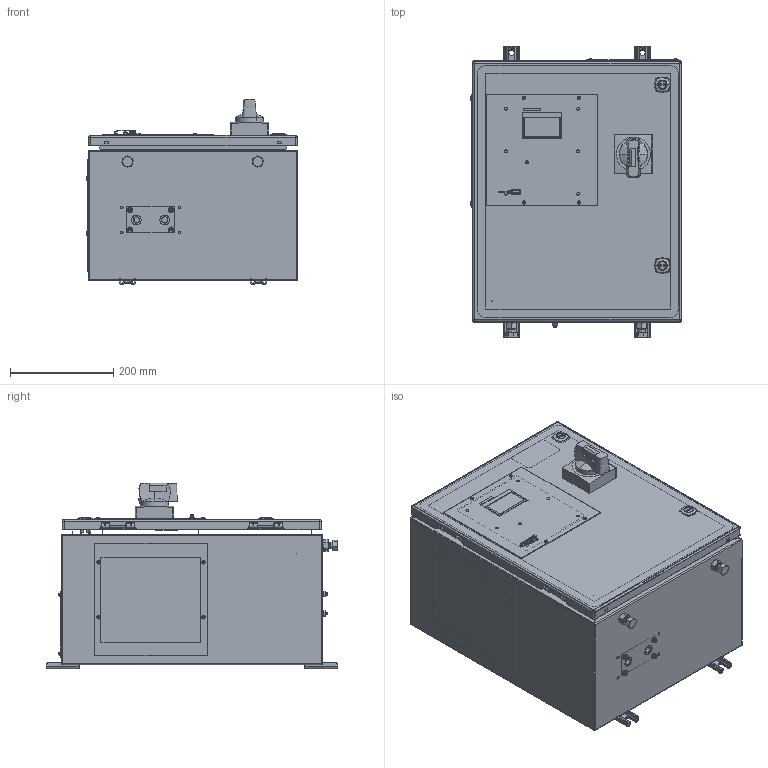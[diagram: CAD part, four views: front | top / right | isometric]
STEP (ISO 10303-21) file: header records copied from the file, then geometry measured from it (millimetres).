
FILE_DESCRIPTION (( 'STEP AP214' ), '1' );
FILE_NAME ('EN6001-1200C_203.STEP', '2021-01-15T20:00:17', ( '' ), ( '' ), 'SwSTEP 2.0', 'SolidWorks 2021', '' );
FILE_SCHEMA (( 'AUTOMOTIVE_DESIGN' ));
Length unit declared in the file: inch
Products named in the file (1): EN6001-1200C_203
Bounding box: 410.34 x 565.15 x 359.8 mm (x, y, z)
Surface area: 1942228.5 mm2 (no closed solid volume)
Topology: 0 solids, 143 shells, 745 faces, 4201 edges, 3508 vertices
Faces by surface type: plane 288, cylinder 230, cone 94, torus 65, bspline 38, sphere 30
Entity records: 82444 total; most frequent: CARTESIAN_POINT 43423, ORIENTED_EDGE 5362, DIRECTION 4823, EDGE_CURVE 4190, VERTEX_POINT 3505, LINE 1785, VECTOR 1785, B_SPLINE_CURVE_WITH_KNOTS 1589
